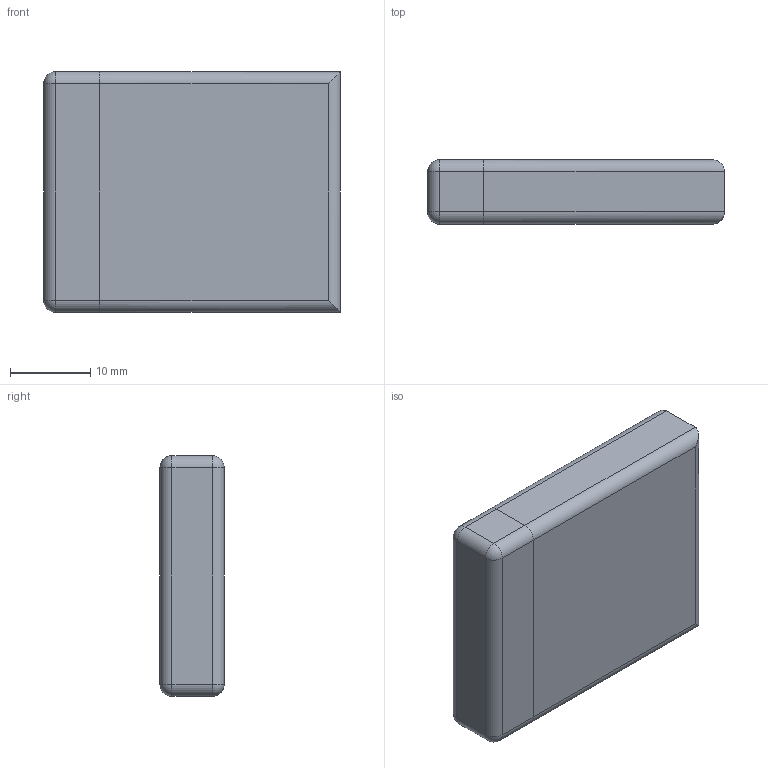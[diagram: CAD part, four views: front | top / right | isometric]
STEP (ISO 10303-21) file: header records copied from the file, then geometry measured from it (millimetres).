
FILE_DESCRIPTION (( 'STEP AP214' ), '1' );
FILE_NAME ('LIPO_803035.STEP', '2022-05-04T11:00:41', ( '' ), ( '' ), 'SwSTEP 2.0', 'SolidWorks 2021', '' );
FILE_SCHEMA (( 'AUTOMOTIVE_DESIGN' ));
Length unit declared in the file: millimetre
Products named in the file (1): LIPO_803035
Bounding box: 37 x 8.01 x 30 mm (x, y, z)
Volume: 8746.9 mm3; surface area: 3670.9 mm2
Topology: 16 solids, 16 shells, 324 faces, 864 edges, 568 vertices
Faces by surface type: bspline 186, plane 120, cylinder 14, sphere 4
Entity records: 15825 total; most frequent: CARTESIAN_POINT 8855, ORIENTED_EDGE 1720, EDGE_CURVE 860, DIRECTION 782, VERTEX_POINT 568, VECTOR 464, LINE 464, B_SPLINE_CURVE_WITH_KNOTS 372
